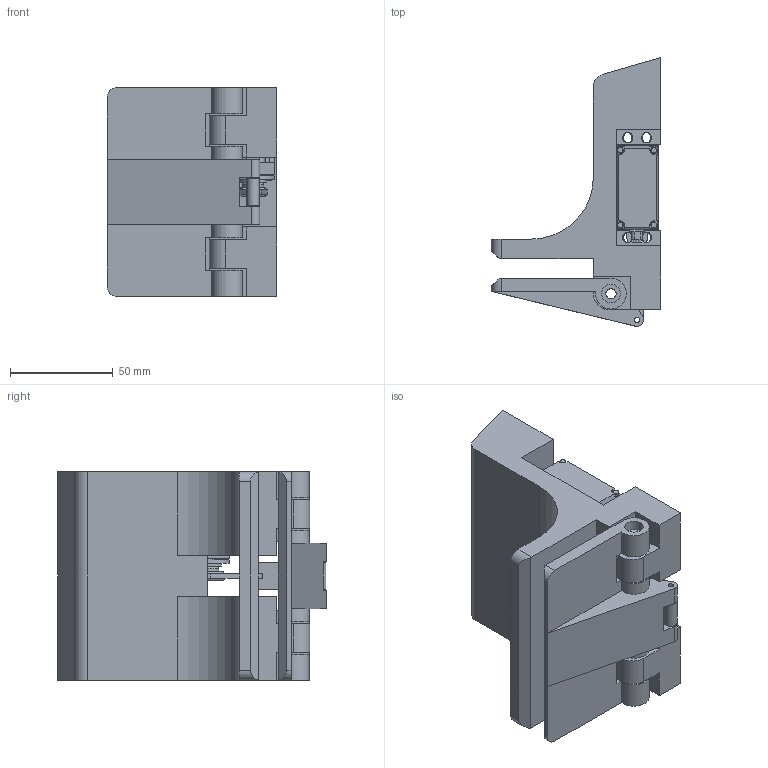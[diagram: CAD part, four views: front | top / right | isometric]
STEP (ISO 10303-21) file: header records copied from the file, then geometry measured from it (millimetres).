
FILE_DESCRIPTION(/* description */ (''),/* implementation_level */ '2;1');
FILE_NAME(/* name */ 'Bottom Out Gripper v2 v1.step',/* time_stamp */ '2018-09-09T17:46:41-04:00',/* author */ ('Xaveagle'),/* organization */ (''),/* preprocessor_version */ 'ST-DEVELOPER v17.2',/* originating_system */ 'Autodesk Translation Framework v7.6.0.251',/* authorisation */ '');
FILE_SCHEMA (('AUTOMOTIVE_DESIGN { 1 0 10303 214 3 1 1 }'));
Length unit declared in the file: millimetre
Products named in the file (6): Bottom Out Gripper v2; Body; Gripper (1); Link; Servo v2; Servo Horn v2
Assembly tree (5 placements, depth 2):
  Bottom Out Gripper v2
    Body
    Gripper (1)
    Link
    Servo v2
    Servo Horn v2
Bounding box: 82.55 x 130.68 x 101.6 mm (x, y, z)
Volume: 345105 mm3; surface area: 82310.6 mm2
Topology: 11 solids, 11 shells, 412 faces, 1125 edges, 744 vertices
Faces by surface type: plane 206, cylinder 169, bspline 30, torus 5, cone 2
Full cylindrical faces by diameter (mm): 1.2 x4, 2.54 x5, 2.55 x1, 3.048 x4, 3.556 x10, 5 x7, 6 x2, 9 x2, 10.2 x1, 11.43 x1, 12.7 x1
Entity records: 26002 total; most frequent: CARTESIAN_POINT 15184, ORIENTED_EDGE 2250, DIRECTION 2142, EDGE_CURVE 1125, VERTEX_POINT 744, AXIS2_PLACEMENT_3D 731, LINE 680, VECTOR 680
